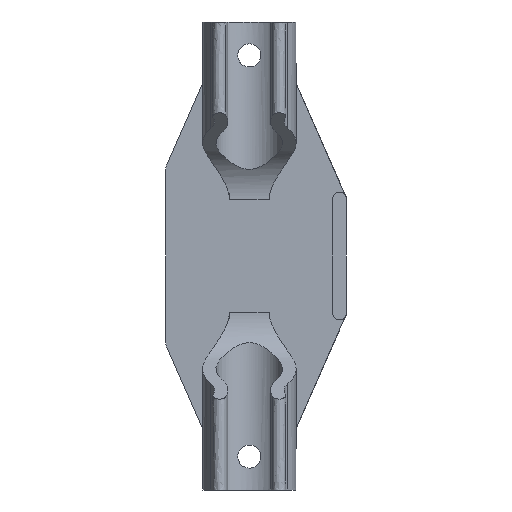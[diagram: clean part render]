
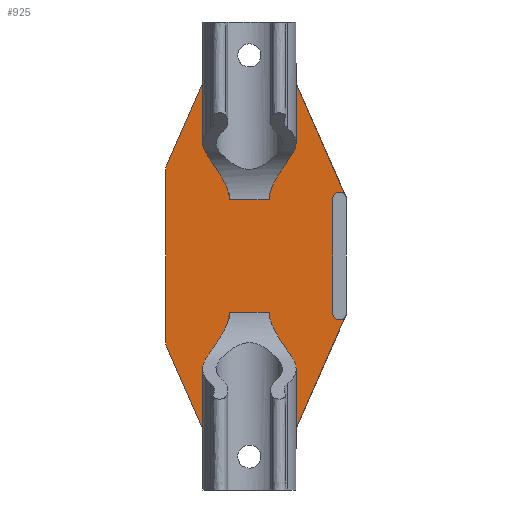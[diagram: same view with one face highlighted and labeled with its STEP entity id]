
A CAD part, front view. The second image highlights one B-rep face of the part: STEP entity #925.
In plain terms, the highlighted planar face has unit normal (0, -1, 0).
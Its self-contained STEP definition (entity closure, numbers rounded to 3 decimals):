
#28=PLANE('',#1011);
#79=FACE_OUTER_BOUND('',#131,.T.);
#131=EDGE_LOOP('',(#655,#656,#657,#658,#659,#660,#661,#662,#663,#664,#665,
#666,#667,#668,#669,#670));
#220=LINE('',#1484,#274);
#223=LINE('',#1492,#277);
#226=LINE('',#1541,#280);
#227=LINE('',#1543,#281);
#228=LINE('',#1544,#282);
#229=LINE('',#1546,#283);
#230=LINE('',#1550,#284);
#231=LINE('',#1554,#285);
#232=LINE('',#1556,#286);
#233=LINE('',#1558,#287);
#234=LINE('',#1560,#288);
#235=LINE('',#1561,#289);
#274=VECTOR('',#1134,10.);
#277=VECTOR('',#1143,10.);
#280=VECTOR('',#1166,10.);
#281=VECTOR('',#1167,10.);
#282=VECTOR('',#1168,10.);
#283=VECTOR('',#1169,10.);
#284=VECTOR('',#1172,10.);
#285=VECTOR('',#1175,10.);
#286=VECTOR('',#1176,10.);
#287=VECTOR('',#1177,10.);
#288=VECTOR('',#1178,10.);
#289=VECTOR('',#1179,10.);
#327=CIRCLE('',#997,1.2);
#328=CIRCLE('',#1000,1.2);
#336=CIRCLE('',#1012,0.6);
#337=CIRCLE('',#1013,0.6);
#369=VERTEX_POINT('',#1476);
#370=VERTEX_POINT('',#1478);
#371=VERTEX_POINT('',#1482);
#372=VERTEX_POINT('',#1486);
#373=VERTEX_POINT('',#1490);
#376=VERTEX_POINT('',#1498);
#387=VERTEX_POINT('',#1540);
#388=VERTEX_POINT('',#1542);
#389=VERTEX_POINT('',#1545);
#390=VERTEX_POINT('',#1547);
#391=VERTEX_POINT('',#1549);
#392=VERTEX_POINT('',#1551);
#393=VERTEX_POINT('',#1553);
#394=VERTEX_POINT('',#1555);
#395=VERTEX_POINT('',#1557);
#396=VERTEX_POINT('',#1559);
#472=EDGE_CURVE('',#369,#370,#327,.T.);
#475=EDGE_CURVE('',#371,#369,#220,.T.);
#477=EDGE_CURVE('',#372,#371,#328,.T.);
#479=EDGE_CURVE('',#372,#373,#223,.T.);
#494=EDGE_CURVE('',#373,#387,#226,.T.);
#495=EDGE_CURVE('',#388,#387,#227,.T.);
#496=EDGE_CURVE('',#376,#388,#228,.T.);
#497=EDGE_CURVE('',#376,#389,#229,.T.);
#498=EDGE_CURVE('',#390,#389,#336,.F.);
#499=EDGE_CURVE('',#390,#391,#230,.T.);
#500=EDGE_CURVE('',#392,#391,#337,.F.);
#501=EDGE_CURVE('',#392,#393,#231,.T.);
#502=EDGE_CURVE('',#394,#393,#232,.T.);
#503=EDGE_CURVE('',#395,#394,#233,.T.);
#504=EDGE_CURVE('',#395,#396,#234,.T.);
#505=EDGE_CURVE('',#396,#370,#235,.T.);
#655=ORIENTED_EDGE('',*,*,#472,.F.);
#656=ORIENTED_EDGE('',*,*,#475,.F.);
#657=ORIENTED_EDGE('',*,*,#477,.F.);
#658=ORIENTED_EDGE('',*,*,#479,.T.);
#659=ORIENTED_EDGE('',*,*,#494,.T.);
#660=ORIENTED_EDGE('',*,*,#495,.F.);
#661=ORIENTED_EDGE('',*,*,#496,.F.);
#662=ORIENTED_EDGE('',*,*,#497,.T.);
#663=ORIENTED_EDGE('',*,*,#498,.F.);
#664=ORIENTED_EDGE('',*,*,#499,.T.);
#665=ORIENTED_EDGE('',*,*,#500,.F.);
#666=ORIENTED_EDGE('',*,*,#501,.T.);
#667=ORIENTED_EDGE('',*,*,#502,.F.);
#668=ORIENTED_EDGE('',*,*,#503,.F.);
#669=ORIENTED_EDGE('',*,*,#504,.T.);
#670=ORIENTED_EDGE('',*,*,#505,.T.);
#925=ADVANCED_FACE('',(#79),#28,.T.);
#997=AXIS2_PLACEMENT_3D('',#1479,#1128,#1129);
#1000=AXIS2_PLACEMENT_3D('',#1488,#1138,#1139);
#1011=AXIS2_PLACEMENT_3D('',#1539,#1164,#1165);
#1012=AXIS2_PLACEMENT_3D('',#1548,#1170,#1171);
#1013=AXIS2_PLACEMENT_3D('',#1552,#1173,#1174);
#1128=DIRECTION('center_axis',(0.,1.,0.));
#1129=DIRECTION('ref_axis',(-0.979,0.,0.205));
#1134=DIRECTION('',(0.,0.,1.));
#1138=DIRECTION('center_axis',(0.,1.,0.));
#1139=DIRECTION('ref_axis',(-0.979,0.,-0.205));
#1143=DIRECTION('',(0.402,0.,-0.916));
#1164=DIRECTION('center_axis',(0.,-1.,0.));
#1165=DIRECTION('ref_axis',(1.,0.,0.));
#1166=DIRECTION('',(0.,0.,1.));
#1167=DIRECTION('',(-1.,0.,0.));
#1168=DIRECTION('',(0.,0.,1.));
#1169=DIRECTION('',(0.402,0.,0.916));
#1170=DIRECTION('center_axis',(0.,1.,0.));
#1171=DIRECTION('ref_axis',(-0.205,0.,-0.979));
#1172=DIRECTION('',(0.,0.,1.));
#1173=DIRECTION('center_axis',(0.,1.,0.));
#1174=DIRECTION('ref_axis',(-0.205,0.,0.979));
#1175=DIRECTION('',(-0.402,0.,0.916));
#1176=DIRECTION('',(0.,0.,1.));
#1177=DIRECTION('',(1.,0.,0.));
#1178=DIRECTION('',(0.,0.,1.));
#1179=DIRECTION('',(-0.402,0.,-0.916));
#1476=CARTESIAN_POINT('',(-7.5,3.8,28.748));
#1478=CARTESIAN_POINT('',(-7.399,3.8,29.231));
#1479=CARTESIAN_POINT('Origin',(-6.3,3.8,28.748));
#1482=CARTESIAN_POINT('',(-7.5,3.8,13.252));
#1484=CARTESIAN_POINT('',(-7.5,3.8,0.));
#1486=CARTESIAN_POINT('',(-7.399,3.8,12.769));
#1488=CARTESIAN_POINT('Origin',(-6.3,3.8,13.252));
#1490=CARTESIAN_POINT('',(-1.789,3.8,0.));
#1492=CARTESIAN_POINT('',(-2.251,3.8,1.052));
#1498=CARTESIAN_POINT('',(1.789,3.8,0.));
#1539=CARTESIAN_POINT('Origin',(-7.5,3.8,0.));
#1540=CARTESIAN_POINT('',(-1.789,3.8,15.936));
#1541=CARTESIAN_POINT('',(-1.789,3.8,0.));
#1542=CARTESIAN_POINT('',(1.789,3.8,15.936));
#1543=CARTESIAN_POINT('',(-7.5,3.8,15.936));
#1544=CARTESIAN_POINT('',(1.789,3.8,0.));
#1545=CARTESIAN_POINT('',(8.649,3.8,15.616));
#1546=CARTESIAN_POINT('',(4.644,3.8,6.5));
#1547=CARTESIAN_POINT('',(7.5,3.8,15.857));
#1548=CARTESIAN_POINT('Origin',(8.1,3.8,15.857));
#1549=CARTESIAN_POINT('',(7.5,3.8,26.143));
#1550=CARTESIAN_POINT('',(7.5,3.8,0.));
#1551=CARTESIAN_POINT('',(8.649,3.8,26.384));
#1552=CARTESIAN_POINT('Origin',(8.1,3.8,26.143));
#1553=CARTESIAN_POINT('',(1.789,3.8,42.));
#1554=CARTESIAN_POINT('',(9.522,3.8,24.397));
#1555=CARTESIAN_POINT('',(1.789,3.8,26.064));
#1556=CARTESIAN_POINT('',(1.789,3.8,0.));
#1557=CARTESIAN_POINT('',(-1.789,3.8,26.064));
#1558=CARTESIAN_POINT('',(-7.5,3.8,26.064));
#1559=CARTESIAN_POINT('',(-1.789,3.8,42.));
#1560=CARTESIAN_POINT('',(-1.789,3.8,0.));
#1561=CARTESIAN_POINT('',(-12.84,3.8,16.846));
